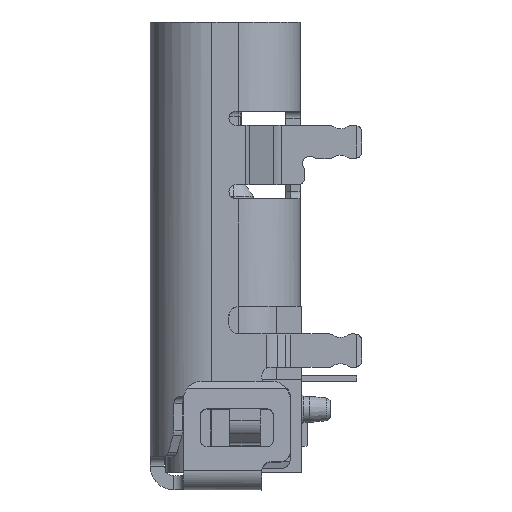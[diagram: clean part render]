
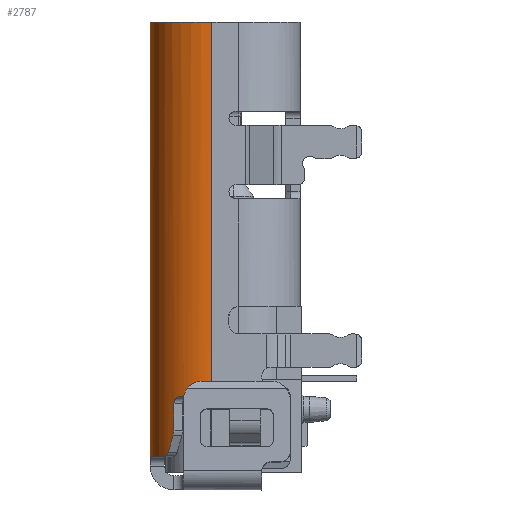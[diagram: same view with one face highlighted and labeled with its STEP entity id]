
A CAD part, left-side view. The second image highlights one B-rep face of the part: STEP entity #2787.
In plain terms, the highlighted cylindrical face has radius 1.3 mm (diameter 2.6 mm), a partial arc.
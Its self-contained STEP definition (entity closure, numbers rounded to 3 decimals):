
#2787=ADVANCED_FACE('NONE',(#5757),#5758,.T.);
#5757=FACE_OUTER_BOUND('',#9351,.T.);
#5758=CYLINDRICAL_SURFACE('',#9352,1.3);
#9351=EDGE_LOOP('',(#18156,#18157,#18158,#18159,#18160,#18161,#18162,#18163,#18164,#18165,#18166,#18167,#18168,#18169));
#9352=AXIS2_PLACEMENT_3D('',#18170,#18171,#18172);
#18156=ORIENTED_EDGE('',*,*,#22904,.T.);
#18157=ORIENTED_EDGE('',*,*,#22906,.T.);
#18158=ORIENTED_EDGE('',*,*,#22877,.T.);
#18159=ORIENTED_EDGE('',*,*,#22880,.T.);
#18160=ORIENTED_EDGE('',*,*,#22998,.T.);
#18161=ORIENTED_EDGE('',*,*,#22999,.F.);
#18162=ORIENTED_EDGE('',*,*,#22995,.T.);
#18163=ORIENTED_EDGE('',*,*,#22883,.T.);
#18164=ORIENTED_EDGE('',*,*,#22887,.T.);
#18165=ORIENTED_EDGE('',*,*,#22890,.T.);
#18166=ORIENTED_EDGE('',*,*,#22892,.T.);
#18167=ORIENTED_EDGE('',*,*,#22896,.T.);
#18168=ORIENTED_EDGE('',*,*,#22899,.T.);
#18169=ORIENTED_EDGE('',*,*,#22901,.T.);
#18170=CARTESIAN_POINT('',(-3.17,0.28,-4.368));
#18171=DIRECTION('',(0.0,0.0,-1.0));
#18172=DIRECTION('',(1.0,0.0,0.0));
#22877=EDGE_CURVE('NONE',#28356,#28053,#28358,.T.);
#22880=EDGE_CURVE('NONE',#28053,#28360,#28362,.T.);
#22883=EDGE_CURVE('NONE',#28366,#28364,#28367,.T.);
#22887=EDGE_CURVE('NONE',#28364,#28370,#28372,.T.);
#22890=EDGE_CURVE('NONE',#28370,#28374,#28376,.T.);
#22892=EDGE_CURVE('NONE',#28374,#28378,#28379,.T.);
#22896=EDGE_CURVE('NONE',#28378,#28382,#28384,.T.);
#22899=EDGE_CURVE('NONE',#28382,#28386,#28388,.T.);
#22901=EDGE_CURVE('NONE',#28386,#28099,#28390,.T.);
#22904=EDGE_CURVE('NONE',#28099,#28392,#28394,.T.);
#22906=EDGE_CURVE('NONE',#28392,#28356,#28396,.T.);
#22995=EDGE_CURVE('NONE',#28525,#28366,#28526,.T.);
#22998=EDGE_CURVE('NONE',#28360,#28529,#28530,.T.);
#22999=EDGE_CURVE('NONE',#28525,#28529,#28531,.T.);
#28053=VERTEX_POINT('NONE',#38298);
#28099=VERTEX_POINT('NONE',#38396);
#28356=VERTEX_POINT('NONE',#38883);
#28358=B_SPLINE_CURVE_WITH_KNOTS('',3,(#38896,#38897,#38898,#38899),.UNSPECIFIED.,.F.,.F.,(4,4),(0.0,0.),.UNSPECIFIED.);
#28360=VERTEX_POINT('NONE',#38901);
#28362=LINE('',#38904,#38905);
#28364=VERTEX_POINT('NONE',#38907);
#28366=VERTEX_POINT('NONE',#38910);
#28367=CIRCLE('',#38911,1.3);
#28370=VERTEX_POINT('NONE',#38915);
#28372=B_SPLINE_CURVE_WITH_KNOTS('',3,(#38918,#38919,#38920,#38921,#38922,#38923,#38924,#38925,#38926,#38927,#38928,#38929,#38930),.UNSPECIFIED.,.F.,.F.,(4,3,3,3,4),(0.,0.,0.,0.,0.),.UNSPECIFIED.);
#28374=VERTEX_POINT('NONE',#38932);
#28376=(B_SPLINE_CURVE(3,(#38936,#38937,#38938,#38939),.UNSPECIFIED.,.F.,.F.)B_SPLINE_CURVE_WITH_KNOTS((4,4),(4.587,4.696),.UNSPECIFIED.)RATIONAL_B_SPLINE_CURVE((1.0,0.999,0.999,1.0))BOUNDED_CURVE()REPRESENTATION_ITEM('')GEOMETRIC_REPRESENTATION_ITEM()CURVE());
#28378=VERTEX_POINT('NONE',#38947);
#28379=B_SPLINE_CURVE_WITH_KNOTS('',3,(#38948,#38949,#38950,#38951),.UNSPECIFIED.,.F.,.F.,(4,4),(0.0,0.),.UNSPECIFIED.);
#28382=VERTEX_POINT('NONE',#38955);
#28384=LINE('',#38958,#38959);
#28386=VERTEX_POINT('NONE',#38961);
#28388=B_SPLINE_CURVE_WITH_KNOTS('',3,(#38964,#38965,#38966,#38967,#38968,#38969,#38970,#38971,#38972,#38973,#38974,#38975,#38976,#38977,#38978,#38979),.UNSPECIFIED.,.F.,.F.,(4,3,3,3,3,4),(0.,0.,0.,0.,0.,0.),.UNSPECIFIED.);
#28390=CIRCLE('',#38981,1.3);
#28392=VERTEX_POINT('NONE',#38983);
#28394=CIRCLE('',#38986,1.3);
#28396=B_SPLINE_CURVE_WITH_KNOTS('',3,(#38988,#38989,#38990,#38991,#38992,#38993,#38994,#38995,#38996,#38997),.UNSPECIFIED.,.F.,.F.,(4,3,3,4),(0.,0.,0.,0.),.UNSPECIFIED.);
#28525=VERTEX_POINT('NONE',#39228);
#28526=B_SPLINE_CURVE_WITH_KNOTS('',3,(#39229,#39230,#39231,#39232),.UNSPECIFIED.,.F.,.F.,(4,4),(0.,0.),.UNSPECIFIED.);
#28529=VERTEX_POINT('NONE',#39235);
#28530=CIRCLE('',#39236,1.3);
#28531=LINE('',#39237,#39238);
#38298=CARTESIAN_POINT('',(-4.47,0.28,-2.709));
#38396=CARTESIAN_POINT('',(-4.4,0.7,-2.8));
#38883=CARTESIAN_POINT('',(-4.46,0.443,-2.75));
#38896=CARTESIAN_POINT('',(-4.46,0.443,-2.75));
#38897=CARTESIAN_POINT('',(-4.465,0.403,-2.705));
#38898=CARTESIAN_POINT('',(-4.47,0.336,-2.689));
#38899=CARTESIAN_POINT('',(-4.47,0.28,-2.709));
#38901=CARTESIAN_POINT('',(-4.47,0.28,5.1));
#38904=CARTESIAN_POINT('',(-4.47,0.28,-4.368));
#38905=VECTOR('',#42315,1000.0);
#38907=CARTESIAN_POINT('',(-3.981,1.296,-4.07));
#38910=CARTESIAN_POINT('',(-3.35,1.567,-4.07));
#38911=AXIS2_PLACEMENT_3D('',#42317,#42318,#42319);
#38915=CARTESIAN_POINT('',(-4.087,1.202,-3.976));
#38918=CARTESIAN_POINT('',(-3.981,1.296,-4.07));
#38919=CARTESIAN_POINT('',(-3.995,1.285,-4.07));
#38920=CARTESIAN_POINT('',(-4.008,1.274,-4.067));
#38921=CARTESIAN_POINT('',(-4.02,1.263,-4.061));
#38922=CARTESIAN_POINT('',(-4.033,1.253,-4.056));
#38923=CARTESIAN_POINT('',(-4.044,1.242,-4.047));
#38924=CARTESIAN_POINT('',(-4.054,1.233,-4.036));
#38925=CARTESIAN_POINT('',(-4.064,1.224,-4.026));
#38926=CARTESIAN_POINT('',(-4.072,1.216,-4.013));
#38927=CARTESIAN_POINT('',(-4.079,1.21,-3.998));
#38928=CARTESIAN_POINT('',(-4.082,1.207,-3.991));
#38929=CARTESIAN_POINT('',(-4.085,1.204,-3.984));
#38930=CARTESIAN_POINT('',(-4.087,1.202,-3.976));
#38932=CARTESIAN_POINT('',(-4.181,1.097,-3.624));
#38936=CARTESIAN_POINT('',(-4.087,1.202,-3.976));
#38937=CARTESIAN_POINT('',(-4.12,1.168,-3.859));
#38938=CARTESIAN_POINT('',(-4.152,1.133,-3.741));
#38939=CARTESIAN_POINT('',(-4.181,1.097,-3.624));
#38947=CARTESIAN_POINT('',(-4.195,1.08,-3.512));
#38948=CARTESIAN_POINT('',(-4.181,1.097,-3.624));
#38949=CARTESIAN_POINT('',(-4.19,1.086,-3.588));
#38950=CARTESIAN_POINT('',(-4.195,1.08,-3.551));
#38951=CARTESIAN_POINT('',(-4.195,1.08,-3.512));
#38955=CARTESIAN_POINT('',(-4.195,1.08,-2.95));
#38958=CARTESIAN_POINT('',(-4.195,1.08,-4.368));
#38959=VECTOR('',#42325,1000.0);
#38961=CARTESIAN_POINT('',(-4.28,0.956,-2.8));
#38964=CARTESIAN_POINT('',(-4.195,1.08,-2.95));
#38965=CARTESIAN_POINT('',(-4.195,1.08,-2.933));
#38966=CARTESIAN_POINT('',(-4.196,1.078,-2.916));
#38967=CARTESIAN_POINT('',(-4.2,1.073,-2.9));
#38968=CARTESIAN_POINT('',(-4.203,1.069,-2.885));
#38969=CARTESIAN_POINT('',(-4.208,1.062,-2.869));
#38970=CARTESIAN_POINT('',(-4.215,1.054,-2.856));
#38971=CARTESIAN_POINT('',(-4.221,1.045,-2.843));
#38972=CARTESIAN_POINT('',(-4.228,1.035,-2.832));
#38973=CARTESIAN_POINT('',(-4.237,1.023,-2.823));
#38974=CARTESIAN_POINT('',(-4.245,1.012,-2.814));
#38975=CARTESIAN_POINT('',(-4.254,0.998,-2.807));
#38976=CARTESIAN_POINT('',(-4.262,0.985,-2.804));
#38977=CARTESIAN_POINT('',(-4.268,0.976,-2.801));
#38978=CARTESIAN_POINT('',(-4.274,0.966,-2.8));
#38979=CARTESIAN_POINT('',(-4.28,0.956,-2.8));
#38981=AXIS2_PLACEMENT_3D('',#42327,#42328,#42329);
#38983=CARTESIAN_POINT('',(-4.441,0.553,-2.8));
#38986=AXIS2_PLACEMENT_3D('',#42331,#42332,#42333);
#38988=CARTESIAN_POINT('',(-4.441,0.553,-2.8));
#38989=CARTESIAN_POINT('',(-4.444,0.541,-2.8));
#38990=CARTESIAN_POINT('',(-4.446,0.528,-2.798));
#38991=CARTESIAN_POINT('',(-4.448,0.516,-2.795));
#38992=CARTESIAN_POINT('',(-4.451,0.5,-2.791));
#38993=CARTESIAN_POINT('',(-4.454,0.485,-2.784));
#38994=CARTESIAN_POINT('',(-4.456,0.471,-2.775));
#38995=CARTESIAN_POINT('',(-4.457,0.461,-2.768));
#38996=CARTESIAN_POINT('',(-4.459,0.451,-2.759));
#38997=CARTESIAN_POINT('',(-4.46,0.443,-2.75));
#39228=CARTESIAN_POINT('',(-3.17,1.58,-4.183));
#39229=CARTESIAN_POINT('',(-3.17,1.58,-4.183));
#39230=CARTESIAN_POINT('',(-3.203,1.58,-4.115));
#39231=CARTESIAN_POINT('',(-3.275,1.578,-4.07));
#39232=CARTESIAN_POINT('',(-3.35,1.567,-4.07));
#39235=CARTESIAN_POINT('',(-3.17,1.58,5.1));
#39236=AXIS2_PLACEMENT_3D('',#42444,#42445,#42446);
#39237=CARTESIAN_POINT('',(-3.17,1.58,0.415));
#39238=VECTOR('',#42447,1000.0);
#42315=DIRECTION('',(0.0,0.0,1.0));
#42317=CARTESIAN_POINT('',(-3.17,0.28,-4.07));
#42318=DIRECTION('',(0.0,0.0,1.0));
#42319=DIRECTION('',(1.0,0.0,0.0));
#42325=DIRECTION('',(0.0,0.0,1.0));
#42327=CARTESIAN_POINT('',(-3.17,0.28,-2.8));
#42328=DIRECTION('',(0.0,0.0,1.0));
#42329=DIRECTION('',(1.0,0.0,0.0));
#42331=CARTESIAN_POINT('',(-3.17,0.28,-2.8));
#42332=DIRECTION('',(0.0,0.0,1.0));
#42333=DIRECTION('',(1.0,0.0,0.0));
#42444=CARTESIAN_POINT('',(-3.17,0.28,5.1));
#42445=DIRECTION('',(0.0,0.0,-1.0));
#42446=DIRECTION('',(1.0,0.0,0.0));
#42447=DIRECTION('',(0.0,-0.0,1.0));
